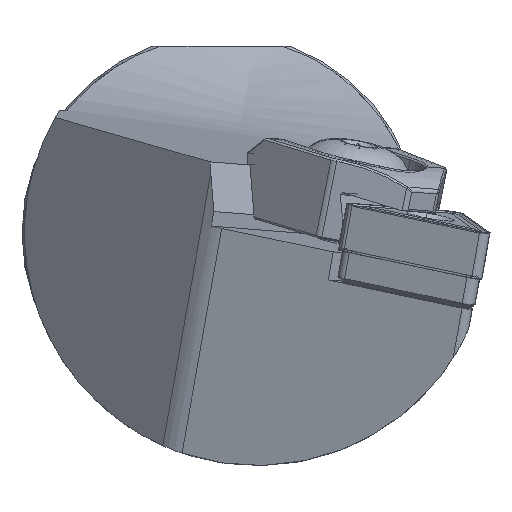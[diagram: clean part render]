
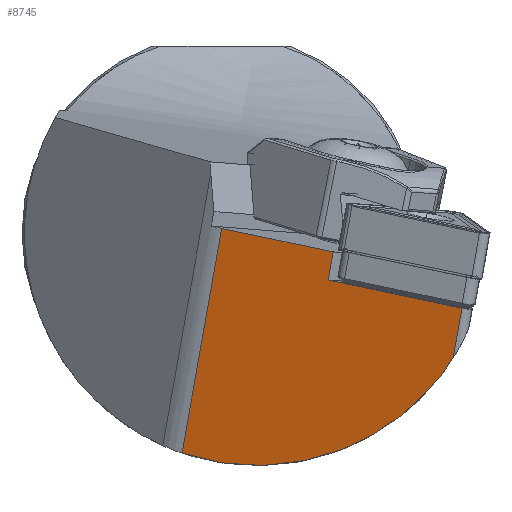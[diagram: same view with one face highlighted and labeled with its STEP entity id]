
A CAD part, left-side view. The second image highlights one B-rep face of the part: STEP entity #8745.
In plain terms, the highlighted planar face has unit normal (-0.949, 0.313, -0.046).
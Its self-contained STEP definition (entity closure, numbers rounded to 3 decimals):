
#123 = DIRECTION ( 'NONE',  ( -0.105, -0.173, 0.979 ) ) ;
#198 = ORIENTED_EDGE ( 'NONE', *, *, #9163, .F. ) ;
#246 = PLANE ( 'NONE',  #8546 ) ;
#379 = CARTESIAN_POINT ( 'NONE',  ( -261.049, -24.643, -13.695 ) ) ;
#393 = VERTEX_POINT ( 'NONE', #7275 ) ;
#736 = EDGE_CURVE ( 'NONE', #2433, #393, #7628, .T. ) ;
#856 = ORIENTED_EDGE ( 'NONE', *, *, #4148, .T. ) ;
#907 = DIRECTION ( 'NONE',  ( -0.105, -0.173, 0.979 ) ) ;
#993 = DIRECTION ( 'NONE',  ( 0., -0.145, -0.989 ) ) ;
#1048 = CARTESIAN_POINT ( 'NONE',  ( -258.6, -18.623, -23.169 ) ) ;
#1153 = VERTEX_POINT ( 'NONE', #6124 ) ;
#1179 = CARTESIAN_POINT ( 'NONE',  ( -251.584, 2.591, -23.275 ) ) ;
#1238 = ORIENTED_EDGE ( 'NONE', *, *, #8700, .T. ) ;
#1816 = CARTESIAN_POINT ( 'NONE',  ( -261.581, -25.523, -8.705 ) ) ;
#2250 = DIRECTION ( 'NONE',  ( -0.105, -0.173, 0.979 ) ) ;
#2433 = VERTEX_POINT ( 'NONE', #6996 ) ;
#2546 = DIRECTION ( 'NONE',  ( 0.299, 0.934, 0.197 ) ) ;
#2616 = CARTESIAN_POINT ( 'NONE',  ( -254.92, -8.034, -26.893 ) ) ;
#2773 = VERTEX_POINT ( 'NONE', #6441 ) ;
#3013 = CARTESIAN_POINT ( 'NONE',  ( -195.316, 95.554, -550.496 ) ) ;
#3156 = EDGE_CURVE ( 'NONE', #6720, #2433, #5530, .T. ) ;
#3278 = VERTEX_POINT ( 'NONE', #379 ) ;
#3941 =( BOUNDED_CURVE ( )  B_SPLINE_CURVE ( 3, ( #1179, #2616, #1048, #5669 ),
 .UNSPECIFIED., .F., .F. ) 
 B_SPLINE_CURVE_WITH_KNOTS ( ( 4, 4 ),
 ( 4.239, 5.572 ),
 .UNSPECIFIED. ) 
 CURVE ( )  GEOMETRIC_REPRESENTATION_ITEM ( )  RATIONAL_B_SPLINE_CURVE ( ( 1., 0.857, 0.857, 1. ) ) 
 REPRESENTATION_ITEM ( '' )  );
#3948 = FACE_OUTER_BOUND ( 'NONE', #7281, .T. ) ;
#3986 = VECTOR ( 'NONE', #123, 1000. ) ;
#4148 = EDGE_CURVE ( 'NONE', #3278, #6720, #7932, .T. ) ;
#4534 = CARTESIAN_POINT ( 'NONE',  ( -261.882, -26.021, -5.884 ) ) ;
#4987 = VECTOR ( 'NONE', #2250, 1000. ) ;
#5230 = LINE ( 'NONE', #3013, #4987 ) ;
#5293 = VECTOR ( 'NONE', #2546, 1000. ) ;
#5449 = CARTESIAN_POINT ( 'NONE',  ( -203.205, 70.923, -555.681 ) ) ;
#5530 = LINE ( 'NONE', #1816, #5293 ) ;
#5669 = CARTESIAN_POINT ( 'NONE',  ( -261.049, -24.643, -13.695 ) ) ;
#5724 = ORIENTED_EDGE ( 'NONE', *, *, #6139, .T. ) ;
#6124 = CARTESIAN_POINT ( 'NONE',  ( -251.584, 2.591, -23.275 ) ) ;
#6139 = EDGE_CURVE ( 'NONE', #1153, #3278, #3941, .T. ) ;
#6417 = ORIENTED_EDGE ( 'NONE', *, *, #736, .T. ) ;
#6441 = CARTESIAN_POINT ( 'NONE',  ( -253.994, -1.39, -0.699 ) ) ;
#6530 = VECTOR ( 'NONE', #907, 1000. ) ;
#6720 = VERTEX_POINT ( 'NONE', #7800 ) ;
#6842 = DIRECTION ( 'NONE',  ( 0.299, 0.934, 0.197 ) ) ;
#6996 = CARTESIAN_POINT ( 'NONE',  ( -257.282, -12.099, -5.879 ) ) ;
#7275 = CARTESIAN_POINT ( 'NONE',  ( -257.583, -12.597, -3.058 ) ) ;
#7281 = EDGE_LOOP ( 'NONE', ( #6417, #1238, #198, #5724, #856, #7900 ) ) ;
#7444 = VECTOR ( 'NONE', #6842, 1000. ) ;
#7612 = CARTESIAN_POINT ( 'NONE',  ( -198.906, 84.347, -552.855 ) ) ;
#7628 = LINE ( 'NONE', #7612, #3986 ) ;
#7800 = CARTESIAN_POINT ( 'NONE',  ( -261.581, -25.523, -8.705 ) ) ;
#7900 = ORIENTED_EDGE ( 'NONE', *, *, #3156, .T. ) ;
#7932 = LINE ( 'NONE', #8394, #6530 ) ;
#8394 = CARTESIAN_POINT ( 'NONE',  ( -203.205, 70.923, -555.681 ) ) ;
#8546 = AXIS2_PLACEMENT_3D ( 'NONE', #5449, #9270, #993 ) ;
#8700 = EDGE_CURVE ( 'NONE', #393, #2773, #9650, .T. ) ;
#8745 = ADVANCED_FACE ( 'NONE', ( #3948 ), #246, .F. ) ;
#9163 = EDGE_CURVE ( 'NONE', #1153, #2773, #5230, .T. ) ;
#9270 = DIRECTION ( 'NONE',  ( 0.948, -0.313, 0.046 ) ) ;
#9650 = LINE ( 'NONE', #4534, #7444 ) ;
